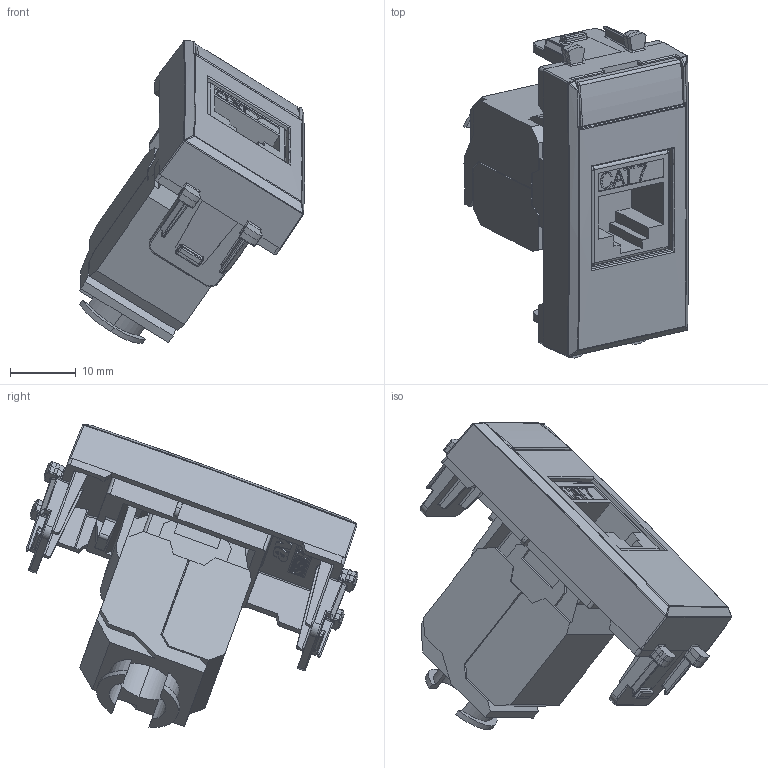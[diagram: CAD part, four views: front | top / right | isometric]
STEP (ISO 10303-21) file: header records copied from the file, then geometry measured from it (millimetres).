
FILE_DESCRIPTION(('CATIA V5 STEP Exchange'),'2;1');
FILE_NAME('445027C7.stp','2024-02-23T13:37:47+00:00',('none'),('none'),'CATIA Version 5-6 Release 2016 SP6','CATIA V5 STEP AP203','none');
FILE_SCHEMA(('CONFIG_CONTROL_DESIGN'));
Length unit declared in the file: millimetre
Products named in the file (1): 445027C7
Assembly tree (3 placements, depth 2):
  445027C7
    #57
    #1231
    #8675
Bounding box: 34.38 x 50.64 x 46.23 mm (x, y, z)
Volume: 12032.4 mm3; surface area: 10442.8 mm2
Topology: 3 solids, 3 shells, 1556 faces, 4230 edges, 2641 vertices
Faces by surface type: plane 1005, cylinder 331, bspline 97, sphere 54, extrusion 28, cone 24, torus 17
Entity records: 56070 total; most frequent: CARTESIAN_POINT 19843, ORIENTED_EDGE 8336, DIRECTION 5956, EDGE_CURVE 4168, VECTOR 3158, LINE 3130, VERTEX_POINT 2641, EDGE_LOOP 1601
